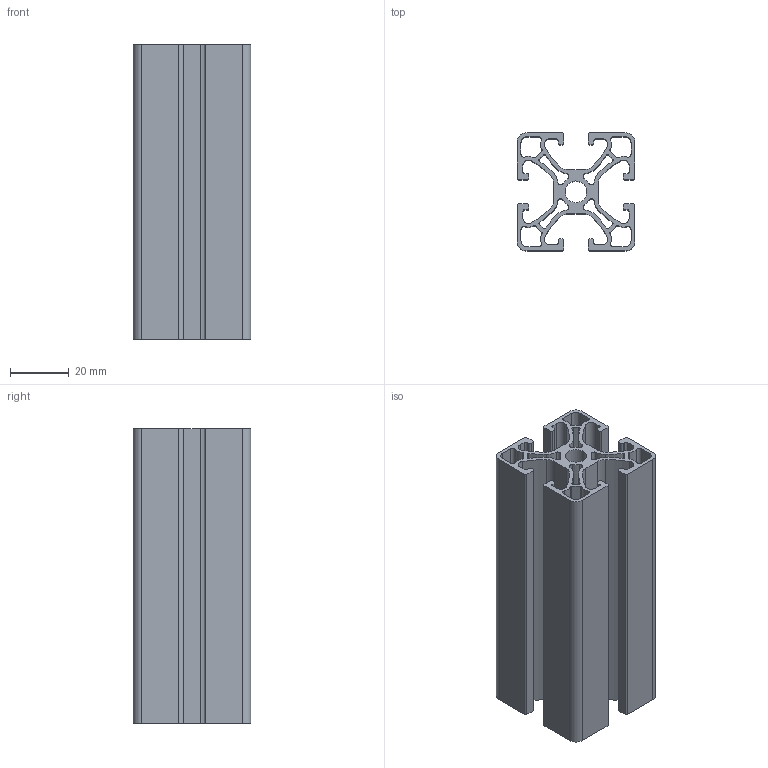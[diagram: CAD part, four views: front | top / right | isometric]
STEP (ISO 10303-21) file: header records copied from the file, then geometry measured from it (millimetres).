
FILE_DESCRIPTION((''),'2;1');
FILE_NAME('K_104040E_100.stp','2013-02-18T10:42:34',('VeronikaF'),(''),'Autodesk Inventor 2011','Autodesk Inventor 2011','');
FILE_SCHEMA(('AUTOMOTIVE_DESIGN { 1 0 10303 214 1 1 1 1 }'));
Length unit declared in the file: millimetre
Products named in the file (1): K_104040E_100
Bounding box: 40 x 40 x 100 mm (x, y, z)
Volume: 50454.4 mm3; surface area: 60119.6 mm2
Topology: 1 solids, 1 shells, 187 faces, 555 edges, 370 vertices
Faces by surface type: cylinder 125, plane 62
Full cylindrical faces by diameter (mm): 7.4 x1
Entity records: 6436 total; most frequent: DIRECTION 1180, CARTESIAN_POINT 1112, ORIENTED_EDGE 1108, EDGE_CURVE 554, AXIS2_PLACEMENT_3D 438, VERTEX_POINT 370, VECTOR 304, LINE 304
